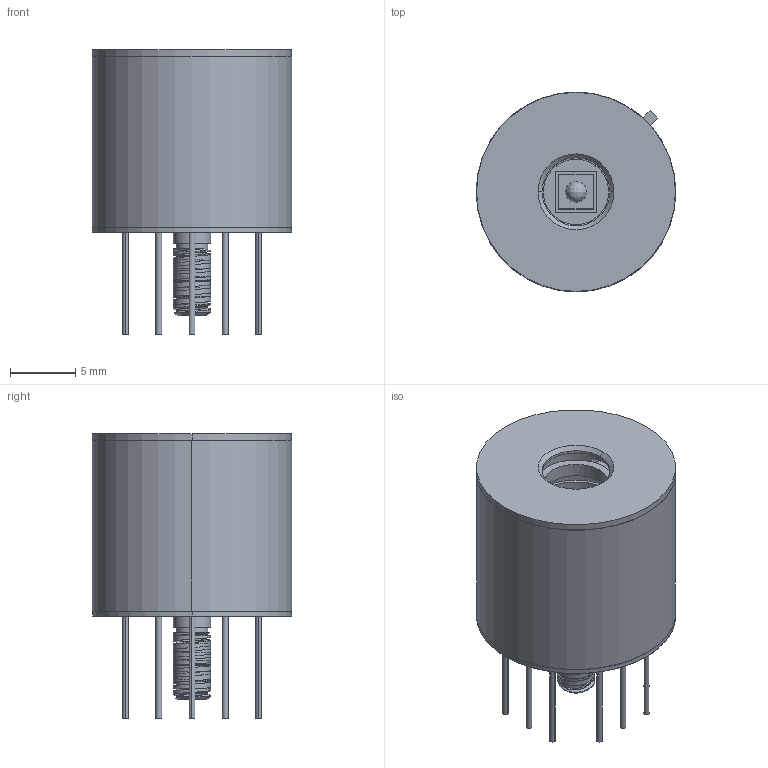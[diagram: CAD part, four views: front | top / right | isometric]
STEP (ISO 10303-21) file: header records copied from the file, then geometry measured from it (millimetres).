
FILE_DESCRIPTION (( 'STEP AP214' ), '1' );
FILE_NAME ('VML10T4.STEP', '2017-03-17T10:07:34', ( '' ), ( '' ), 'SwSTEP 2.0', 'SolidWorks 2016', '' );
FILE_SCHEMA (( 'AUTOMOTIVE_DESIGN' ));
Length unit declared in the file: inch
Products named in the file (1): VML10T4
Bounding box: 15.25 x 15.25 x 21.73 mm (x, y, z)
Surface area: 4060.5 mm2 (no closed solid volume)
Topology: 0 solids, 68 shells, 1243 faces, 3598 edges, 2440 vertices
Faces by surface type: plane 1083, cylinder 144, cone 12, bspline 4
Full cylindrical faces by diameter (mm): 2.44 x5
Entity records: 65773 total; most frequent: CARTESIAN_POINT 15996, ORIENTED_EDGE 6907, DIRECTION 6186, EDGE_CURVE 3557, LINE 3154, VECTOR 3154, VERTEX_POINT 2417, EDGE_LOOP 1779
